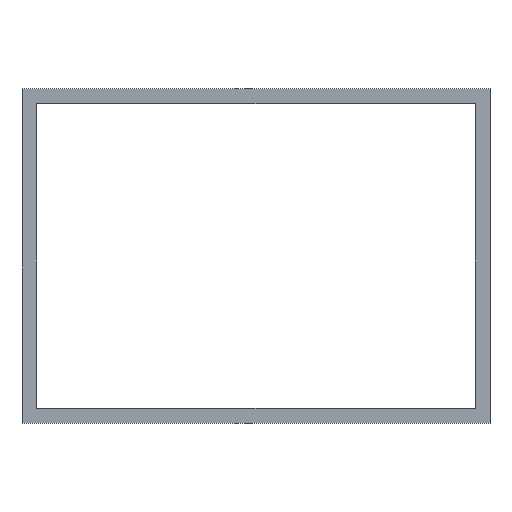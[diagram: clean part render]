
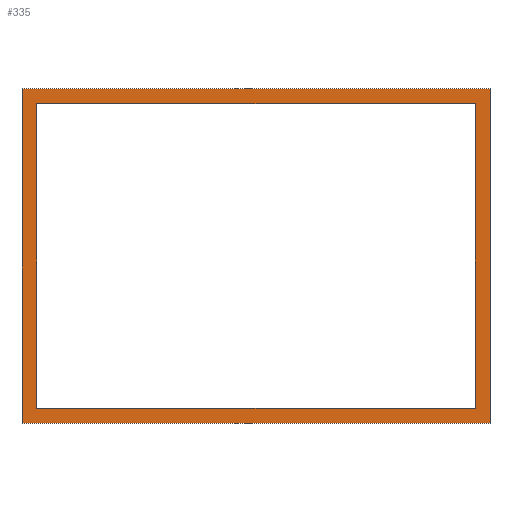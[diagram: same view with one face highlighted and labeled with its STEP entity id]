
A CAD part, top view. The second image highlights one B-rep face of the part: STEP entity #335.
In plain terms, the highlighted planar face has unit normal (0, 0, 1).
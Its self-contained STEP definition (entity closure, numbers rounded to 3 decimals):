
#63=CARTESIAN_POINT('Vertex',(-446.5,391.178,20.)) ;
#77=CARTESIAN_POINT('Vertex',(-446.5,-61.822,20.)) ;
#80=CARTESIAN_POINT('Line Origine',(-446.5,164.678,20.)) ;
#108=CARTESIAN_POINT('Vertex',(187.5,-61.822,20.)) ;
#111=CARTESIAN_POINT('Line Origine',(-129.5,-61.822,20.)) ;
#139=CARTESIAN_POINT('Vertex',(187.5,391.178,20.)) ;
#142=CARTESIAN_POINT('Line Origine',(187.5,164.678,20.)) ;
#164=CARTESIAN_POINT('Line Origine',(-129.5,391.178,20.)) ;
#181=CARTESIAN_POINT('Line Origine',(-129.5,371.178,20.)) ;
#185=CARTESIAN_POINT('Vertex',(167.5,371.178,20.)) ;
#187=CARTESIAN_POINT('Vertex',(-426.5,371.178,20.)) ;
#221=CARTESIAN_POINT('Line Origine',(167.5,164.678,20.)) ;
#225=CARTESIAN_POINT('Vertex',(167.5,-41.822,20.)) ;
#252=CARTESIAN_POINT('Line Origine',(-129.5,-41.822,20.)) ;
#256=CARTESIAN_POINT('Vertex',(-426.5,-41.822,20.)) ;
#283=CARTESIAN_POINT('Line Origine',(-426.5,164.678,20.)) ;
#318=CARTESIAN_POINT('Axis2P3D Location',(0.,0.,20.)) ;
#81=DIRECTION('Vector Direction',(0.,-1.,0.)) ;
#112=DIRECTION('Vector Direction',(-1.,0.,0.)) ;
#143=DIRECTION('Vector Direction',(0.,1.,0.)) ;
#165=DIRECTION('Vector Direction',(1.,0.,0.)) ;
#182=DIRECTION('Vector Direction',(1.,0.,0.)) ;
#222=DIRECTION('Vector Direction',(0.,1.,0.)) ;
#253=DIRECTION('Vector Direction',(-1.,0.,0.)) ;
#284=DIRECTION('Vector Direction',(0.,-1.,0.)) ;
#319=DIRECTION('Axis2P3D Direction',(0.,0.,1.)) ;
#320=DIRECTION('Axis2P3D XDirection',(1.,0.,0.)) ;
#321=AXIS2_PLACEMENT_3D('Plane Axis2P3D',#318,#319,#320) ;
#324=ORIENTED_EDGE('',*,*,#84,.T.) ;
#325=ORIENTED_EDGE('',*,*,#115,.T.) ;
#326=ORIENTED_EDGE('',*,*,#146,.T.) ;
#327=ORIENTED_EDGE('',*,*,#168,.T.) ;
#330=ORIENTED_EDGE('',*,*,#189,.F.) ;
#331=ORIENTED_EDGE('',*,*,#227,.F.) ;
#332=ORIENTED_EDGE('',*,*,#258,.F.) ;
#333=ORIENTED_EDGE('',*,*,#287,.F.) ;
#334=FACE_BOUND('',#329,.T.) ;
#82=VECTOR('Line Direction',#81,1.) ;
#113=VECTOR('Line Direction',#112,1.) ;
#144=VECTOR('Line Direction',#143,1.) ;
#166=VECTOR('Line Direction',#165,1.) ;
#183=VECTOR('Line Direction',#182,1.) ;
#223=VECTOR('Line Direction',#222,1.) ;
#254=VECTOR('Line Direction',#253,1.) ;
#285=VECTOR('Line Direction',#284,1.) ;
#335=ADVANCED_FACE('Corps principal',(#328,#334),#322,.T.) ;
#84=EDGE_CURVE('',#64,#78,#83,.T.) ;
#115=EDGE_CURVE('',#78,#109,#114,.F.) ;
#146=EDGE_CURVE('',#109,#140,#145,.T.) ;
#168=EDGE_CURVE('',#140,#64,#167,.F.) ;
#189=EDGE_CURVE('',#186,#188,#184,.F.) ;
#227=EDGE_CURVE('',#226,#186,#224,.T.) ;
#258=EDGE_CURVE('',#257,#226,#255,.F.) ;
#287=EDGE_CURVE('',#188,#257,#286,.T.) ;
#323=EDGE_LOOP('',(#324,#325,#326,#327)) ;
#329=EDGE_LOOP('',(#330,#331,#332,#333)) ;
#328=FACE_OUTER_BOUND('',#323,.T.) ;
#83=LINE('Line',#80,#82) ;
#114=LINE('Line',#111,#113) ;
#145=LINE('Line',#142,#144) ;
#167=LINE('Line',#164,#166) ;
#184=LINE('Line',#181,#183) ;
#224=LINE('Line',#221,#223) ;
#255=LINE('Line',#252,#254) ;
#286=LINE('Line',#283,#285) ;
#322=PLANE('',#321) ;
#64=VERTEX_POINT('',#63) ;
#78=VERTEX_POINT('',#77) ;
#109=VERTEX_POINT('',#108) ;
#140=VERTEX_POINT('',#139) ;
#186=VERTEX_POINT('',#185) ;
#188=VERTEX_POINT('',#187) ;
#226=VERTEX_POINT('',#225) ;
#257=VERTEX_POINT('',#256) ;
